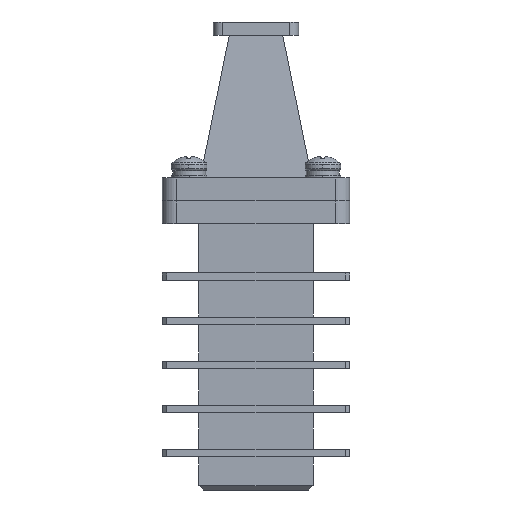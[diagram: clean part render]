
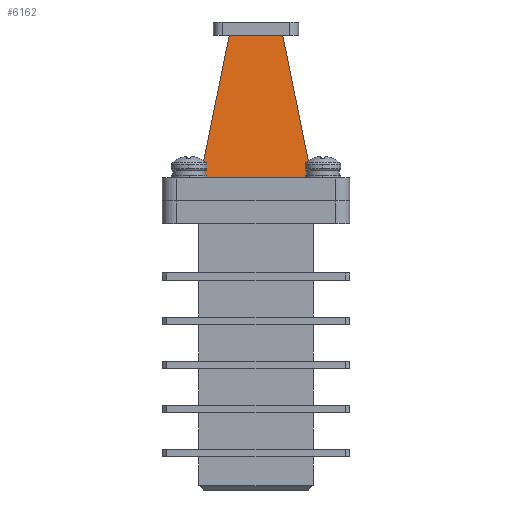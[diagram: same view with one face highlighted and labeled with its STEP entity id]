
A CAD part, left-side view. The second image highlights one B-rep face of the part: STEP entity #6162.
In plain terms, the highlighted planar face has unit normal (-0.995, 0, 0.1).
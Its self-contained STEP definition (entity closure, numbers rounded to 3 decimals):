
#881 = LINE ( 'NONE', #7171, #10214 ) ;
#1173 = CARTESIAN_POINT ( 'NONE',  ( -6.75, 12.5, -35. ) ) ;
#1933 = VECTOR ( 'NONE', #3596, 1000. ) ;
#2034 = DIRECTION ( 'NONE',  ( -0.1, 0., -0.995 ) ) ;
#2214 = CARTESIAN_POINT ( 'NONE',  ( -6.75, -12.5, -35. ) ) ;
#2795 = AXIS2_PLACEMENT_3D ( 'NONE', #4001, #8130, #2034 ) ;
#2854 = PLANE ( 'NONE',  #2795 ) ;
#3048 = DIRECTION ( 'NONE',  ( 0., 1., 0. ) ) ;
#3525 = VECTOR ( 'NONE', #11792, 1000. ) ;
#3596 = DIRECTION ( 'NONE',  ( -0.098, -0.198, -0.975 ) ) ;
#4001 = CARTESIAN_POINT ( 'NONE',  ( -3.218, 0., 0.322 ) ) ;
#4079 = EDGE_CURVE ( 'NONE', #4481, #10478, #5403, .T. ) ;
#4124 = FACE_OUTER_BOUND ( 'NONE', #9593, .T. ) ;
#4481 = VERTEX_POINT ( 'NONE', #12589 ) ;
#4599 = ORIENTED_EDGE ( 'NONE', *, *, #6810, .F. ) ;
#4676 = CARTESIAN_POINT ( 'NONE',  ( -3.55, 6., -3. ) ) ;
#5403 = LINE ( 'NONE', #6617, #8008 ) ;
#5993 = EDGE_CURVE ( 'NONE', #4481, #8333, #11942, .T. ) ;
#6162 = ADVANCED_FACE ( 'NONE', ( #4124 ), #2854, .F. ) ;
#6617 = CARTESIAN_POINT ( 'NONE',  ( -3.55, 6., -3. ) ) ;
#6727 = CARTESIAN_POINT ( 'NONE',  ( -3.55, 6., -3. ) ) ;
#6810 = EDGE_CURVE ( 'NONE', #8333, #10692, #881, .T. ) ;
#6987 = ORIENTED_EDGE ( 'NONE', *, *, #9766, .T. ) ;
#7171 = CARTESIAN_POINT ( 'NONE',  ( -6.75, 12.5, -35. ) ) ;
#8008 = VECTOR ( 'NONE', #9616, 1000. ) ;
#8130 = DIRECTION ( 'NONE',  ( 0.995, 0., -0.1 ) ) ;
#8144 = ORIENTED_EDGE ( 'NONE', *, *, #5993, .F. ) ;
#8333 = VERTEX_POINT ( 'NONE', #2214 ) ;
#9593 = EDGE_LOOP ( 'NONE', ( #6987, #4599, #8144, #10855 ) ) ;
#9616 = DIRECTION ( 'NONE',  ( 0., 1., 0. ) ) ;
#9766 = EDGE_CURVE ( 'NONE', #10478, #10692, #12744, .T. ) ;
#10214 = VECTOR ( 'NONE', #3048, 1000. ) ;
#10478 = VERTEX_POINT ( 'NONE', #6727 ) ;
#10692 = VERTEX_POINT ( 'NONE', #1173 ) ;
#10855 = ORIENTED_EDGE ( 'NONE', *, *, #4079, .T. ) ;
#11792 = DIRECTION ( 'NONE',  ( -0.098, 0.198, -0.975 ) ) ;
#11942 = LINE ( 'NONE', #12896, #1933 ) ;
#12589 = CARTESIAN_POINT ( 'NONE',  ( -3.55, -6., -3. ) ) ;
#12744 = LINE ( 'NONE', #4676, #3525 ) ;
#12896 = CARTESIAN_POINT ( 'NONE',  ( -3.55, -6., -3. ) ) ;
